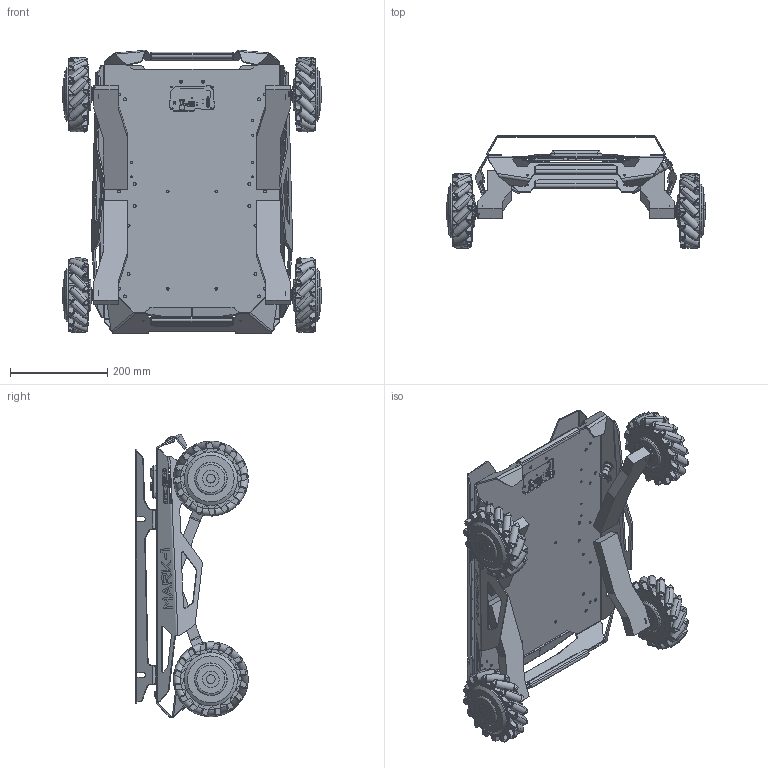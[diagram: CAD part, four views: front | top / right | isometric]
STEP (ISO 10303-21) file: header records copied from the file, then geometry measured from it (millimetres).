
FILE_DESCRIPTION (( 'STEP AP214' ), '1' );
FILE_NAME ('MARK1闔謫潠趙耀倰.STEP', '2022-11-14T10:59:01', ( '' ), ( '' ), 'SwSTEP 2.0', 'SolidWorks 2021', '' );
FILE_SCHEMA (( 'AUTOMOTIVE_DESIGN' ));
Length unit declared in the file: millimetre
Products named in the file (1): MARK1闔謫潠趙耀倰
Bounding box: 532 x 231.38 x 583.2 mm (x, y, z)
Surface area: 1517133.2 mm2 (no closed solid volume)
Topology: 0 solids, 260 shells, 3054 faces, 14535 edges, 11705 vertices
Faces by surface type: plane 1571, cylinder 1188, torus 168, bspline 83, cone 42, sphere 2
Entity records: 189715 total; most frequent: CARTESIAN_POINT 44115, DIRECTION 21863, ORIENTED_EDGE 20500, EDGE_CURVE 14531, VERTEX_POINT 11703, VECTOR 8747, LINE 8747, AXIS2_PLACEMENT_3D 6558
